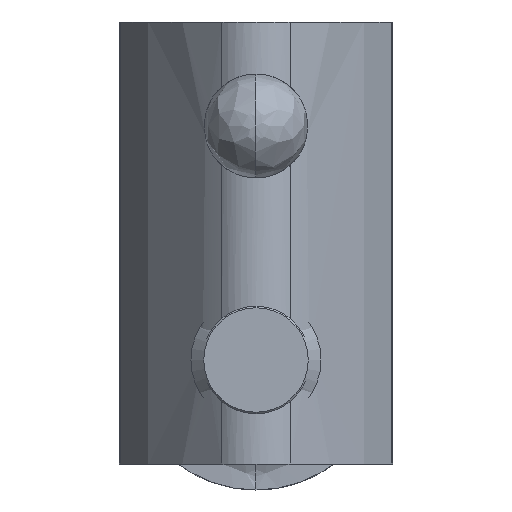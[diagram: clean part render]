
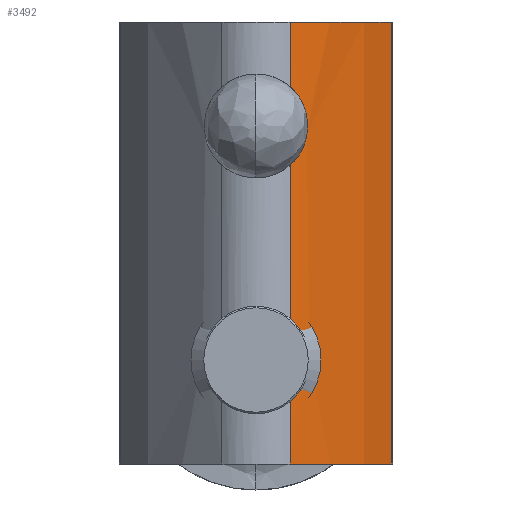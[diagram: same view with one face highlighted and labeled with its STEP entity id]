
A CAD part, left-side view. The second image highlights one B-rep face of the part: STEP entity #3492.
In plain terms, the highlighted cylindrical face has radius 16 mm (diameter 32 mm), a partial arc.
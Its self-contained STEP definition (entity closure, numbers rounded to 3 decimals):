
#5 = ORIENTED_EDGE ( 'NONE', *, *, #402, .T. ) ;
#13 = CARTESIAN_POINT ( 'NONE',  ( -8.198, -1.443, 10.395 ) ) ;
#26 = CARTESIAN_POINT ( 'NONE',  ( -8., -1.66, 10.116 ) ) ;
#186 = AXIS2_PLACEMENT_3D ( 'NONE', #1410, #3512, #3280 ) ;
#235 = CARTESIAN_POINT ( 'NONE',  ( -8.217, -1.421, -1.508 ) ) ;
#236 = VERTEX_POINT ( 'NONE', #2535 ) ;
#273 = CARTESIAN_POINT ( 'NONE',  ( -7.83, -1.841, 9.79 ) ) ;
#291 = CARTESIAN_POINT ( 'NONE',  ( -7.699, -1.977, 8.898 ) ) ;
#402 = EDGE_CURVE ( 'NONE', #236, #2160, #1920, .T. ) ;
#442 = DIRECTION ( 'NONE',  ( 0., 0., 1. ) ) ;
#491 = CIRCLE ( 'NONE', #2263, 16. ) ;
#497 = CARTESIAN_POINT ( 'NONE',  ( -8., -1.66, 7.884 ) ) ;
#518 = CARTESIAN_POINT ( 'NONE',  ( -8.31, -1.314, 10.508 ) ) ;
#541 = CYLINDRICAL_SURFACE ( 'NONE', #1891, 16. ) ;
#555 = EDGE_CURVE ( 'NONE', #3659, #2963, #3254, .T. ) ;
#578 = ORIENTED_EDGE ( 'NONE', *, *, #1292, .T. ) ;
#588 = DIRECTION ( 'NONE',  ( 1., 0., 0. ) ) ;
#674 = DIRECTION ( 'NONE',  ( 0., 0., -1. ) ) ;
#733 = VERTEX_POINT ( 'NONE', #2466 ) ;
#845 = CARTESIAN_POINT ( 'NONE',  ( -7.752, -1.922, 9.503 ) ) ;
#866 = CARTESIAN_POINT ( 'NONE',  ( -7.906, -1.762, 8.036 ) ) ;
#869 = CARTESIAN_POINT ( 'NONE',  ( -7.705, -1.971, 0.643 ) ) ;
#917 = CARTESIAN_POINT ( 'NONE',  ( -8., -1.66, 10.116 ) ) ;
#954 = CARTESIAN_POINT ( 'NONE',  ( -8.31, -1.314, 1.595 ) ) ;
#965 = ORIENTED_EDGE ( 'NONE', *, *, #3233, .T. ) ;
#1039 = ORIENTED_EDGE ( 'NONE', *, *, #3550, .T. ) ;
#1043 = CARTESIAN_POINT ( 'NONE',  ( -8.31, -1.314, -4. ) ) ;
#1056 = EDGE_CURVE ( 'NONE', #2160, #3839, #1671, .T. ) ;
#1088 = CARTESIAN_POINT ( 'NONE',  ( -8.198, -1.443, 7.605 ) ) ;
#1105 = CARTESIAN_POINT ( 'NONE',  ( -8.217, -1.421, 1.508 ) ) ;
#1128 = CARTESIAN_POINT ( 'NONE',  ( -7.965, -1.698, 1.187 ) ) ;
#1144 = FACE_OUTER_BOUND ( 'NONE', #3894, .T. ) ;
#1151 = CARTESIAN_POINT ( 'NONE',  ( -7.759, -1.916, 0.791 ) ) ;
#1171 = CARTESIAN_POINT ( 'NONE',  ( -8.31, -1.314, 1.595 ) ) ;
#1182 = B_SPLINE_CURVE_WITH_KNOTS ( 'NONE', 3,
 ( #2648, #1801, #273, #845, #2349, #3565, #2667, #291, #1495, #3602, #3011, #3583, #866, #2705 ),
 .UNSPECIFIED., .F., .F.,
 ( 4, 2, 2, 2, 2, 2, 4 ),
 ( 0., 0.001, 0.001, 0.001, 0.002, 0.002, 0.002 ),
 .UNSPECIFIED. ) ;
#1214 = CARTESIAN_POINT ( 'NONE',  ( -8.31, -1.314, -4. ) ) ;
#1228 = B_SPLINE_CURVE_WITH_KNOTS ( 'NONE', 3,
 ( #497, #2566, #1088, #3505 ),
 .UNSPECIFIED., .F., .F.,
 ( 4, 4 ),
 ( 0., 0.001 ),
 .UNSPECIFIED. ) ;
#1243 = CARTESIAN_POINT ( 'NONE',  ( -8., -1.66, 7.884 ) ) ;
#1244 = EDGE_CURVE ( 'NONE', #3697, #733, #2562, .T. ) ;
#1292 = EDGE_CURVE ( 'NONE', #2312, #1770, #1228, .T. ) ;
#1342 = CARTESIAN_POINT ( 'NONE',  ( -8.31, -1.314, -1.595 ) ) ;
#1410 = CARTESIAN_POINT ( 'NONE',  ( 3.75, 9.2, -4. ) ) ;
#1470 = CARTESIAN_POINT ( 'NONE',  ( -8.129, -1.519, -1.409 ) ) ;
#1482 = CARTESIAN_POINT ( 'NONE',  ( -7.759, -1.915, -0.792 ) ) ;
#1495 = CARTESIAN_POINT ( 'NONE',  ( -7.705, -1.97, 8.797 ) ) ;
#1602 = ORIENTED_EDGE ( 'NONE', *, *, #1244, .T. ) ;
#1626 = CARTESIAN_POINT ( 'NONE',  ( -3.218, -5.203, -4. ) ) ;
#1671 = B_SPLINE_CURVE_WITH_KNOTS ( 'NONE', 3,
 ( #2780, #13, #2734, #917 ),
 .UNSPECIFIED., .F., .F.,
 ( 4, 4 ),
 ( 0., 0.001 ),
 .UNSPECIFIED. ) ;
#1696 = DIRECTION ( 'NONE',  ( 0., 0., -1. ) ) ;
#1716 = ORIENTED_EDGE ( 'NONE', *, *, #2083, .T. ) ;
#1755 = DIRECTION ( 'NONE',  ( 1., 0., 0. ) ) ;
#1770 = VERTEX_POINT ( 'NONE', #1820 ) ;
#1801 = CARTESIAN_POINT ( 'NONE',  ( -7.906, -1.762, 9.964 ) ) ;
#1820 = CARTESIAN_POINT ( 'NONE',  ( -8.31, -1.314, 7.492 ) ) ;
#1891 = AXIS2_PLACEMENT_3D ( 'NONE', #3260, #2993, #1755 ) ;
#1920 = LINE ( 'NONE', #1043, #2186 ) ;
#1945 = LINE ( 'NONE', #3740, #2327 ) ;
#1962 = DIRECTION ( 'NONE',  ( 0., 0., -1. ) ) ;
#2040 = CARTESIAN_POINT ( 'NONE',  ( -7.889, -1.779, -1.064 ) ) ;
#2083 = EDGE_CURVE ( 'NONE', #2963, #3697, #1945, .T. ) ;
#2160 = VERTEX_POINT ( 'NONE', #518 ) ;
#2173 = CARTESIAN_POINT ( 'NONE',  ( -8.31, -1.314, -4. ) ) ;
#2186 = VECTOR ( 'NONE', #1696, 1000. ) ;
#2263 = AXIS2_PLACEMENT_3D ( 'NONE', #2326, #3304, #588 ) ;
#2312 = VERTEX_POINT ( 'NONE', #1243 ) ;
#2326 = CARTESIAN_POINT ( 'NONE',  ( 3.75, 9.2, 13. ) ) ;
#2327 = VECTOR ( 'NONE', #1962, 1000. ) ;
#2335 = CARTESIAN_POINT ( 'NONE',  ( -7.705, -1.971, -0.644 ) ) ;
#2340 = ORIENTED_EDGE ( 'NONE', *, *, #1056, .T. ) ;
#2349 = CARTESIAN_POINT ( 'NONE',  ( -7.732, -1.943, 9.406 ) ) ;
#2361 = EDGE_CURVE ( 'NONE', #1770, #3659, #2468, .T. ) ;
#2388 = CARTESIAN_POINT ( 'NONE',  ( -7.966, -1.697, -1.188 ) ) ;
#2466 = CARTESIAN_POINT ( 'NONE',  ( -3.218, -5.203, -4. ) ) ;
#2468 = LINE ( 'NONE', #2173, #2767 ) ;
#2492 = ORIENTED_EDGE ( 'NONE', *, *, #555, .T. ) ;
#2535 = CARTESIAN_POINT ( 'NONE',  ( -8.31, -1.314, 13. ) ) ;
#2562 = CIRCLE ( 'NONE', #186, 16. ) ;
#2566 = CARTESIAN_POINT ( 'NONE',  ( -8.094, -1.559, 7.734 ) ) ;
#2593 = LINE ( 'NONE', #1626, #3286 ) ;
#2607 = CARTESIAN_POINT ( 'NONE',  ( -8.129, -1.519, 1.409 ) ) ;
#2648 = CARTESIAN_POINT ( 'NONE',  ( -8., -1.66, 10.116 ) ) ;
#2653 = EDGE_CURVE ( 'NONE', #733, #3056, #2593, .T. ) ;
#2667 = CARTESIAN_POINT ( 'NONE',  ( -7.699, -1.977, 9.103 ) ) ;
#2689 = ORIENTED_EDGE ( 'NONE', *, *, #2653, .T. ) ;
#2705 = CARTESIAN_POINT ( 'NONE',  ( -8., -1.66, 7.884 ) ) ;
#2734 = CARTESIAN_POINT ( 'NONE',  ( -8.094, -1.559, 10.266 ) ) ;
#2767 = VECTOR ( 'NONE', #674, 1000. ) ;
#2780 = CARTESIAN_POINT ( 'NONE',  ( -8.31, -1.314, 10.508 ) ) ;
#2963 = VERTEX_POINT ( 'NONE', #1342 ) ;
#2983 = CARTESIAN_POINT ( 'NONE',  ( -8.31, -1.314, -1.595 ) ) ;
#2993 = DIRECTION ( 'NONE',  ( 0., 0., 1. ) ) ;
#2998 = CARTESIAN_POINT ( 'NONE',  ( -7.63, -2.047, 0.329 ) ) ;
#3011 = CARTESIAN_POINT ( 'NONE',  ( -7.752, -1.922, 8.497 ) ) ;
#3056 = VERTEX_POINT ( 'NONE', #3248 ) ;
#3233 = EDGE_CURVE ( 'NONE', #3839, #2312, #1182, .T. ) ;
#3248 = CARTESIAN_POINT ( 'NONE',  ( -3.218, -5.203, 13. ) ) ;
#3254 = B_SPLINE_CURVE_WITH_KNOTS ( 'NONE', 3,
 ( #1171, #1105, #2607, #1128, #3853, #1151, #869, #2998, #3605, #3873, #3809, #2335, #1482, #2040, #2388, #1470, #235, #2983 ),
 .UNSPECIFIED., .F., .F.,
 ( 4, 2, 2, 2, 2, 2, 2, 2, 4 ),
 ( 0., 0., 0.001, 0.001, 0.002, 0.002, 0.003, 0.003, 0.004 ),
 .UNSPECIFIED. ) ;
#3260 = CARTESIAN_POINT ( 'NONE',  ( 3.75, 9.2, -4. ) ) ;
#3280 = DIRECTION ( 'NONE',  ( 1., 0., 0. ) ) ;
#3286 = VECTOR ( 'NONE', #442, 1000. ) ;
#3304 = DIRECTION ( 'NONE',  ( 0., 0., -1. ) ) ;
#3492 = ADVANCED_FACE ( 'NONE', ( #1144 ), #541, .T. ) ;
#3505 = CARTESIAN_POINT ( 'NONE',  ( -8.31, -1.314, 7.492 ) ) ;
#3512 = DIRECTION ( 'NONE',  ( 0., 0., 1. ) ) ;
#3550 = EDGE_CURVE ( 'NONE', #3056, #236, #491, .T. ) ;
#3565 = CARTESIAN_POINT ( 'NONE',  ( -7.706, -1.97, 9.206 ) ) ;
#3583 = CARTESIAN_POINT ( 'NONE',  ( -7.829, -1.842, 8.212 ) ) ;
#3602 = CARTESIAN_POINT ( 'NONE',  ( -7.732, -1.943, 8.597 ) ) ;
#3605 = CARTESIAN_POINT ( 'NONE',  ( -7.61, -2.067, 0.167 ) ) ;
#3659 = VERTEX_POINT ( 'NONE', #954 ) ;
#3697 = VERTEX_POINT ( 'NONE', #1214 ) ;
#3740 = CARTESIAN_POINT ( 'NONE',  ( -8.31, -1.314, -4. ) ) ;
#3809 = CARTESIAN_POINT ( 'NONE',  ( -7.63, -2.047, -0.329 ) ) ;
#3816 = ORIENTED_EDGE ( 'NONE', *, *, #2361, .T. ) ;
#3839 = VERTEX_POINT ( 'NONE', #26 ) ;
#3853 = CARTESIAN_POINT ( 'NONE',  ( -7.889, -1.78, 1.062 ) ) ;
#3873 = CARTESIAN_POINT ( 'NONE',  ( -7.61, -2.067, -0.167 ) ) ;
#3894 = EDGE_LOOP ( 'NONE', ( #1039, #5, #2340, #965, #578, #3816, #2492, #1716, #1602, #2689 ) ) ;
